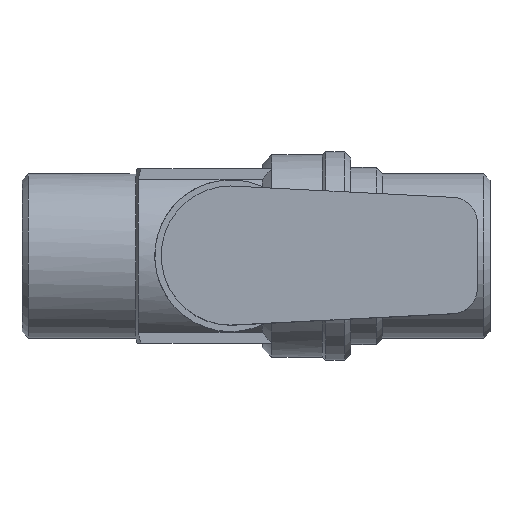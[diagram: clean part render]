
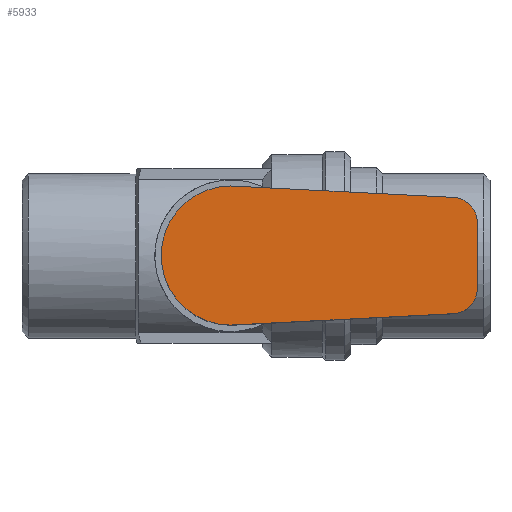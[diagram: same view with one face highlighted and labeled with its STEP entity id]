
A CAD part, top view. The second image highlights one B-rep face of the part: STEP entity #5933.
In plain terms, the highlighted face is planar.
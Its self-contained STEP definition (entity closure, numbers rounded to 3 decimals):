
#48=VECTOR('',#3317,1.);
#66=VECTOR('',#3359,1.);
#68=VECTOR('',#3371,1.);
#103=LINE('',#3908,#48);
#121=LINE('',#3954,#66);
#123=LINE('',#3963,#68);
#2082=PLANE('',#5706);
#2203=ORIENTED_EDGE('',*,*,#2766,.T.);
#2204=ORIENTED_EDGE('',*,*,#2763,.F.);
#2205=ORIENTED_EDGE('',*,*,#2765,.F.);
#2206=ORIENTED_EDGE('',*,*,#2740,.F.);
#2207=ORIENTED_EDGE('',*,*,#2767,.F.);
#2208=ORIENTED_EDGE('',*,*,#2768,.F.);
#2504=CIRCLE('',#5705,2.);
#2505=CIRCLE('',#5707,5.5);
#2506=CIRCLE('',#5708,2.);
#2596=VERTEX_POINT('',#3905);
#2597=VERTEX_POINT('',#3907);
#2612=VERTEX_POINT('',#3951);
#2613=VERTEX_POINT('',#3953);
#2614=VERTEX_POINT('',#3959);
#2615=VERTEX_POINT('',#3961);
#2740=EDGE_CURVE('',#2596,#2597,#103,.T.);
#2763=EDGE_CURVE('',#2612,#2613,#121,.T.);
#2765=EDGE_CURVE('',#2597,#2612,#2504,.T.);
#2766=EDGE_CURVE('',#2614,#2613,#2505,.T.);
#2767=EDGE_CURVE('',#2615,#2596,#2506,.T.);
#2768=EDGE_CURVE('',#2614,#2615,#123,.T.);
#2926=EDGE_LOOP('',(#2203,#2204,#2205,#2206,#2207,#2208));
#3113=FACE_BOUND('',#2926,.T.);
#3317=DIRECTION('',(0.,0.,5.2));
#3359=DIRECTION('',(-17.602,0.,0.903));
#3363=DIRECTION('',(0.,-1.,0.));
#3364=DIRECTION('',(0.,0.,-2.));
#3365=DIRECTION('',(0.,1.,0.));
#3366=DIRECTION('',(1.,0.,0.));
#3367=DIRECTION('',(0.,1.,0.));
#3368=DIRECTION('',(0.,0.,-5.5));
#3369=DIRECTION('',(0.,-1.,0.));
#3370=DIRECTION('',(0.,0.,-2.));
#3371=DIRECTION('',(17.602,0.,0.903));
#3905=CARTESIAN_POINT('',(56.023,55.277,-2.6));
#3907=CARTESIAN_POINT('',(56.023,55.277,2.6));
#3908=CARTESIAN_POINT('',(56.023,55.277,-2.6));
#3951=CARTESIAN_POINT('',(54.126,55.277,4.597));
#3953=CARTESIAN_POINT('',(36.523,55.277,5.5));
#3954=CARTESIAN_POINT('',(54.126,55.277,4.597));
#3957=CARTESIAN_POINT('',(54.023,55.277,2.6));
#3958=CARTESIAN_POINT('',(36.523,55.277,0.));
#3959=CARTESIAN_POINT('',(36.523,55.277,-5.5));
#3960=CARTESIAN_POINT('',(36.523,55.277,0.));
#3961=CARTESIAN_POINT('',(54.126,55.277,-4.597));
#3962=CARTESIAN_POINT('',(54.023,55.277,-2.6));
#3963=CARTESIAN_POINT('',(36.523,55.277,-5.5));
#5705=AXIS2_PLACEMENT_3D('',#3957,#3363,#3364);
#5706=AXIS2_PLACEMENT_3D('',#3958,#3365,#3366);
#5707=AXIS2_PLACEMENT_3D('',#3960,#3367,#3368);
#5708=AXIS2_PLACEMENT_3D('',#3962,#3369,#3370);
#5933=ADVANCED_FACE('',(#3113),#2082,.T.);
